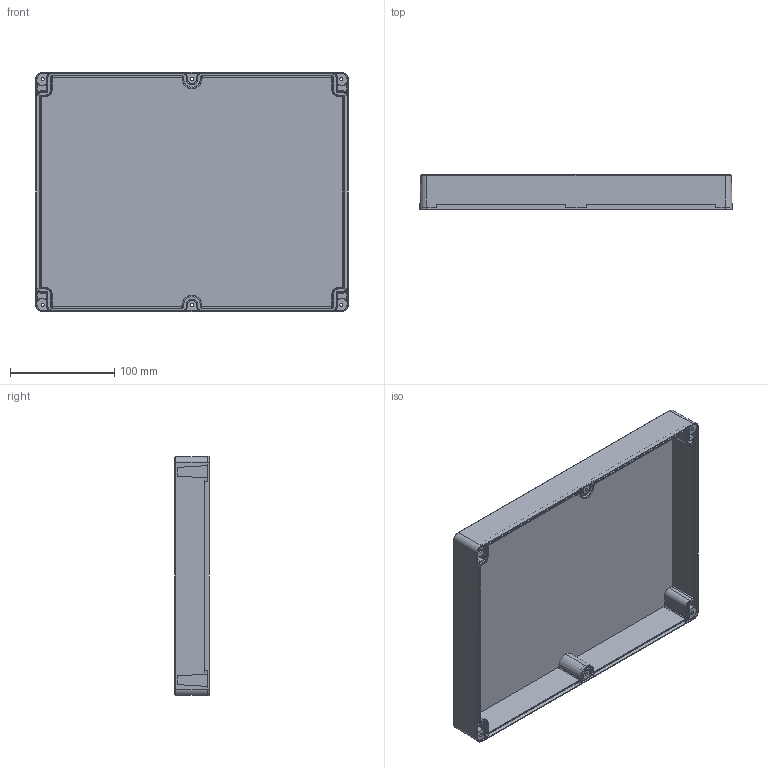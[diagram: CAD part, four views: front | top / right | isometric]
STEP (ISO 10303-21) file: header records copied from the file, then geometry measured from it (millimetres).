
FILE_DESCRIPTION (( 'STEP AP214' ), '1' );
FILE_NAME ('FIBOX_EU233003QC.STEP', '2015-11-10T05:27:27', ( '' ), ( '' ), 'SwSTEP 2.0', 'SolidWorks 2014', '' );
FILE_SCHEMA (( 'AUTOMOTIVE_DESIGN' ));
Length unit declared in the file: millimetre
Products named in the file (1): FIBOX_EU233003QC
Bounding box: 300.05 x 33.5 x 230.05 mm (x, y, z)
Volume: 381590 mm3; surface area: 218688.9 mm2
Topology: 1 solids, 1 shells, 335 faces, 863 edges, 545 vertices
Faces by surface type: plane 157, cone 65, bspline 64, cylinder 37, torus 12
Entity records: 12570 total; most frequent: CARTESIAN_POINT 4788, ORIENTED_EDGE 1726, DIRECTION 1428, EDGE_CURVE 863, VERTEX_POINT 545, VECTOR 518, LINE 518, AXIS2_PLACEMENT_3D 455
